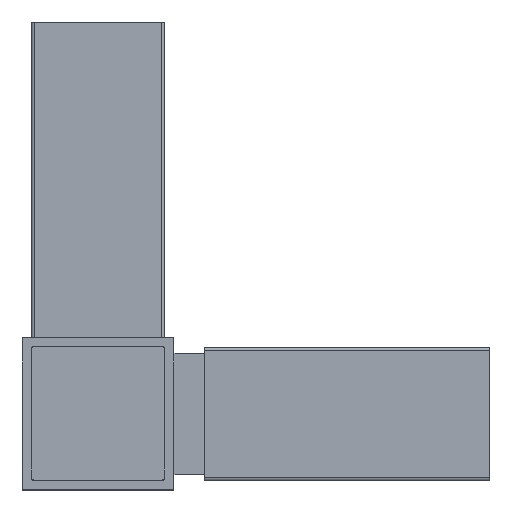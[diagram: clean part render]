
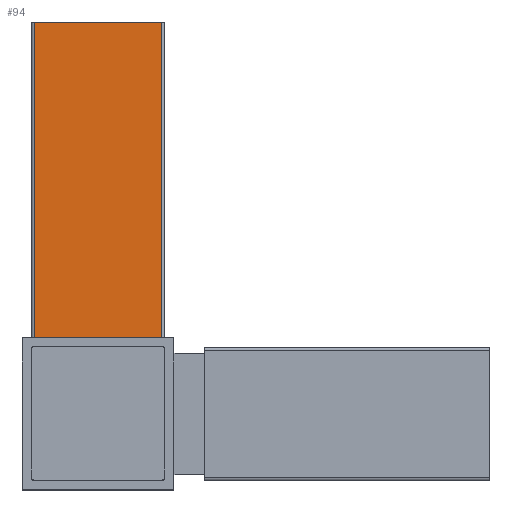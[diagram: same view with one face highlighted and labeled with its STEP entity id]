
A CAD part, top view. The second image highlights one B-rep face of the part: STEP entity #94.
In plain terms, the highlighted planar face has unit normal (0, 0, 1).
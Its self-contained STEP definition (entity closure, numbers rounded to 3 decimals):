
#94 = ADVANCED_FACE( '', ( #241 ), #242, .F. );
#241 = FACE_OUTER_BOUND( '', #446, .T. );
#242 = PLANE( '', #447 );
#446 = EDGE_LOOP( '', ( #679, #680, #681, #682 ) );
#447 = AXIS2_PLACEMENT_3D( '', #683, #684, #685 );
#679 = ORIENTED_EDGE( '', *, *, #1213, .T. );
#680 = ORIENTED_EDGE( '', *, *, #1183, .T. );
#681 = ORIENTED_EDGE( '', *, *, #1214, .F. );
#682 = ORIENTED_EDGE( '', *, *, #1215, .F. );
#683 = CARTESIAN_POINT( '', ( -10.5, 64.5, 11. ) );
#684 = DIRECTION( '', ( 0., 0., -1. ) );
#685 = DIRECTION( '', ( -1., 0., 0. ) );
#1183 = EDGE_CURVE( '', #1401, #1399, #1402, .T. );
#1213 = EDGE_CURVE( '', #1456, #1401, #1457, .T. );
#1214 = EDGE_CURVE( '', #1458, #1399, #1459, .T. );
#1215 = EDGE_CURVE( '', #1456, #1458, #1460, .T. );
#1399 = VERTEX_POINT( '', #1714 );
#1401 = VERTEX_POINT( '', #1716 );
#1402 = LINE( '', #1717, #1718 );
#1456 = VERTEX_POINT( '', #1790 );
#1457 = LINE( '', #1791, #1792 );
#1458 = VERTEX_POINT( '', #1793 );
#1459 = LINE( '', #1794, #1795 );
#1460 = LINE( '', #1796, #1797 );
#1714 = CARTESIAN_POINT( '', ( 10.5, 12.5, 11. ) );
#1716 = CARTESIAN_POINT( '', ( -10.5, 12.5, 11. ) );
#1717 = CARTESIAN_POINT( '', ( 12.5, 12.5, 11. ) );
#1718 = VECTOR( '', #2135, 1000. );
#1790 = CARTESIAN_POINT( '', ( -10.5, 64.5, 11. ) );
#1791 = CARTESIAN_POINT( '', ( -10.5, 64.5, 11. ) );
#1792 = VECTOR( '', #2175, 1000. );
#1793 = CARTESIAN_POINT( '', ( 10.5, 64.5, 11. ) );
#1794 = CARTESIAN_POINT( '', ( 10.5, 64.5, 11. ) );
#1795 = VECTOR( '', #2176, 1000. );
#1796 = CARTESIAN_POINT( '', ( -10.5, 64.5, 11. ) );
#1797 = VECTOR( '', #2177, 1000. );
#2135 = DIRECTION( '', ( 1., 0., 0. ) );
#2175 = DIRECTION( '', ( 0., -1., 0. ) );
#2176 = DIRECTION( '', ( 0., -1., 0. ) );
#2177 = DIRECTION( '', ( 1., 0., 0. ) );
